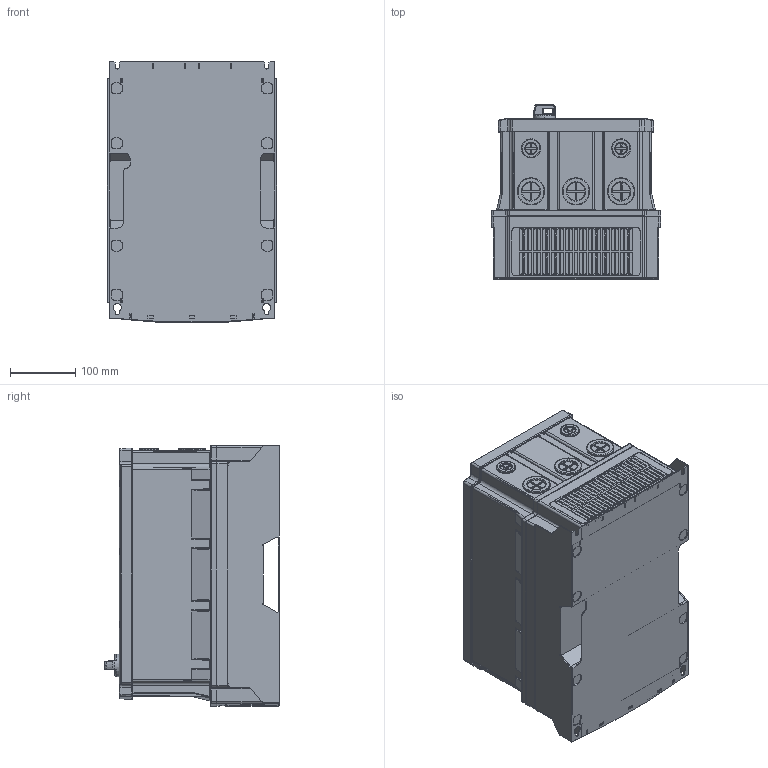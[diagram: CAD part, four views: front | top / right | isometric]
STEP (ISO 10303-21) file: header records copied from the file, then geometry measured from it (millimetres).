
FILE_DESCRIPTION (( 'STEP AP214' ), '1' );
FILE_NAME ('total_s100_ip66_110_150_v3_asm red 1ext RED2 NEW1b2 COMPLETE EXT2F2 fill WITH LOTO KNOB sm2 cmb r1.STEP', '2021-03-15T15:30:38', ( '' ), ( '' ), 'SwSTEP 2.0', 'SolidWorks 2017', '' );
FILE_SCHEMA (( 'AUTOMOTIVE_DESIGN' ));
Length unit declared in the file: millimetre
Products named in the file (1): total_s100_ip66_110_150_v3_asm red 1ext RED2 NEW1b2 COMPLETE EXT2F2 fill WITH LOTO KNOB sm2 cmb r1
Bounding box: 260 x 267.8 x 399.59 mm (x, y, z)
Volume: 21689918.9 mm3; surface area: 892684 mm2
Topology: 2 solids, 74 shells, 5356 faces, 13630 edges, 8566 vertices
Faces by surface type: plane 2408, cylinder 1422, bspline 1094, cone 431, torus 1
Entity records: 223303 total; most frequent: CARTESIAN_POINT 106276, ORIENTED_EDGE 27200, DIRECTION 19988, EDGE_CURVE 13600, VERTEX_POINT 8566, VECTOR 6970, LINE 6970, AXIS2_PLACEMENT_3D 6509
